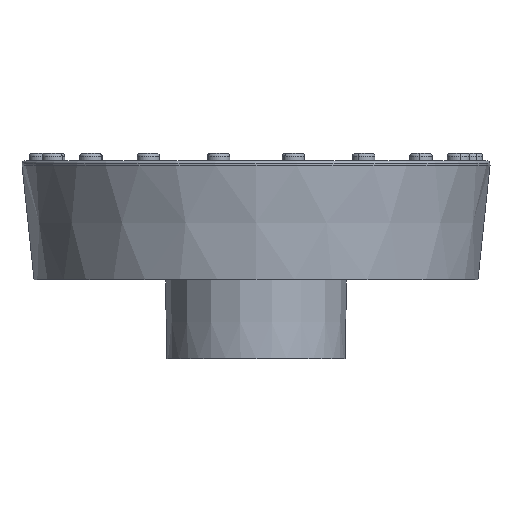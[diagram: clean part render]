
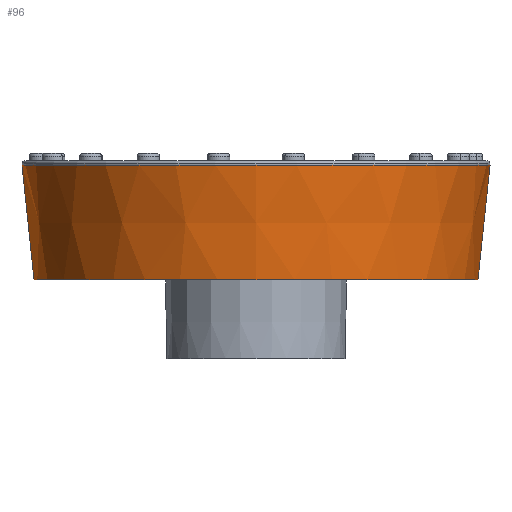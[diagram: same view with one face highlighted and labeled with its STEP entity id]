
A CAD part, front view. The second image highlights one B-rep face of the part: STEP entity #96.
In plain terms, the highlighted conical face has half-angle 6 degrees and reference radius 15.75 mm.
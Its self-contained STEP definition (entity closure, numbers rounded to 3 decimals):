
#69 = CONICAL_SURFACE ( 'NONE', #1415, 15.75, 0.105 ) ;
#87 = CARTESIAN_POINT ( 'NONE',  ( 15.75, 0., -0.3 ) ) ;
#96 = ADVANCED_FACE ( 'NONE', ( #216 ), #69, .T. ) ;
#108 = VERTEX_POINT ( 'NONE', #1829 ) ;
#177 = LINE ( 'NONE', #2050, #1976 ) ;
#201 = VERTEX_POINT ( 'NONE', #2518 ) ;
#216 = FACE_OUTER_BOUND ( 'NONE', #1312, .T. ) ;
#433 = ORIENTED_EDGE ( 'NONE', *, *, #2515, .F. ) ;
#524 = LINE ( 'NONE', #87, #1712 ) ;
#651 = AXIS2_PLACEMENT_3D ( 'NONE', #1351, #3033, #1599 ) ;
#723 = ORIENTED_EDGE ( 'NONE', *, *, #2140, .F. ) ;
#829 = DIRECTION ( 'NONE',  ( -0.105, 0., 0.995 ) ) ;
#855 = VERTEX_POINT ( 'NONE', #2093 ) ;
#1049 = CARTESIAN_POINT ( 'NONE',  ( 0., 0., -0.3 ) ) ;
#1293 = DIRECTION ( 'NONE',  ( 1., 0., 0. ) ) ;
#1310 = ORIENTED_EDGE ( 'NONE', *, *, #3063, .T. ) ;
#1312 = EDGE_LOOP ( 'NONE', ( #723, #1912, #1310, #433 ) ) ;
#1351 = CARTESIAN_POINT ( 'NONE',  ( 0., 0., -8. ) ) ;
#1415 = AXIS2_PLACEMENT_3D ( 'NONE', #1772, #1792, #1737 ) ;
#1422 = CARTESIAN_POINT ( 'NONE',  ( -15.75, 0., -0.3 ) ) ;
#1599 = DIRECTION ( 'NONE',  ( 1., 0., 0. ) ) ;
#1712 = VECTOR ( 'NONE', #2222, 1000. ) ;
#1737 = DIRECTION ( 'NONE',  ( 1., 0., 0. ) ) ;
#1772 = CARTESIAN_POINT ( 'NONE',  ( 0., 0., -0.3 ) ) ;
#1792 = DIRECTION ( 'NONE',  ( 0., 0., 1. ) ) ;
#1829 = CARTESIAN_POINT ( 'NONE',  ( 14.941, 0., -8. ) ) ;
#1912 = ORIENTED_EDGE ( 'NONE', *, *, #2674, .T. ) ;
#1976 = VECTOR ( 'NONE', #829, 1000. ) ;
#2050 = CARTESIAN_POINT ( 'NONE',  ( -15.75, 0., -0.3 ) ) ;
#2054 = CIRCLE ( 'NONE', #651, 14.941 ) ;
#2093 = CARTESIAN_POINT ( 'NONE',  ( -14.941, 0., -8. ) ) ;
#2140 = EDGE_CURVE ( 'NONE', #855, #2363, #177, .T. ) ;
#2222 = DIRECTION ( 'NONE',  ( 0.105, 0., 0.995 ) ) ;
#2363 = VERTEX_POINT ( 'NONE', #1422 ) ;
#2478 = AXIS2_PLACEMENT_3D ( 'NONE', #1049, #2748, #1293 ) ;
#2515 = EDGE_CURVE ( 'NONE', #2363, #201, #2993, .T. ) ;
#2518 = CARTESIAN_POINT ( 'NONE',  ( 15.75, 0., -0.3 ) ) ;
#2674 = EDGE_CURVE ( 'NONE', #855, #108, #2054, .T. ) ;
#2748 = DIRECTION ( 'NONE',  ( 0., 0., 1. ) ) ;
#2993 = CIRCLE ( 'NONE', #2478, 15.75 ) ;
#3033 = DIRECTION ( 'NONE',  ( 0., 0., 1. ) ) ;
#3063 = EDGE_CURVE ( 'NONE', #108, #201, #524, .T. ) ;
